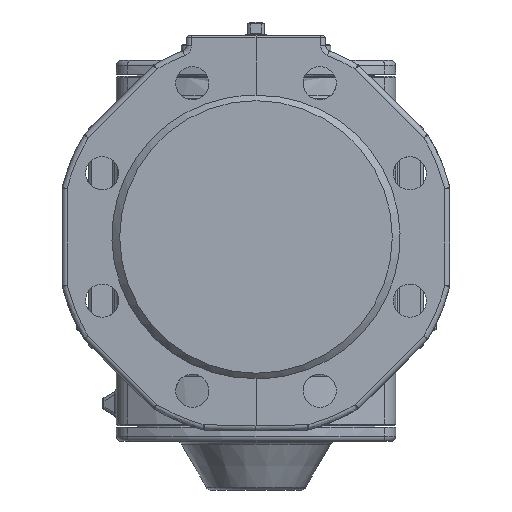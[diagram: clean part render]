
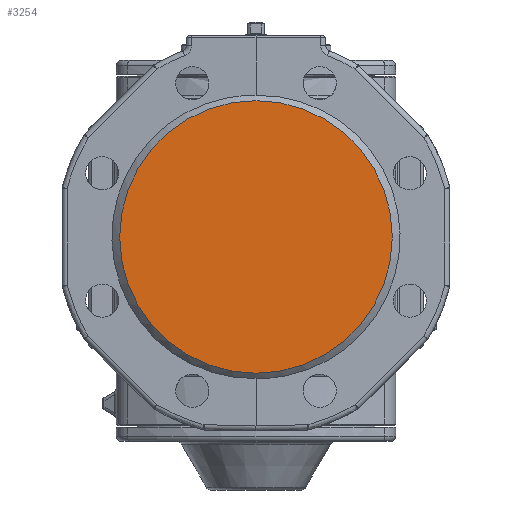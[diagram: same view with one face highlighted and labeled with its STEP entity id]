
A CAD part, left-side view. The second image highlights one B-rep face of the part: STEP entity #3254.
In plain terms, the highlighted planar face has unit normal (-1, 0, 0).
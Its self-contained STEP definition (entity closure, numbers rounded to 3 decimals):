
#1528=FACE_OUTER_BOUND('',#6080,.T.);
#3254=ADVANCED_FACE('',(#1528),#5006,.T.);
#5006=PLANE('',#28233);
#6080=EDGE_LOOP('',(#10971));
#8164=CIRCLE('',#28231,78.);
#10971=ORIENTED_EDGE('',*,*,#21500,.F.);
#18955=VERTEX_POINT('',#40928);
#21500=EDGE_CURVE('',#18955,#18955,#8164,.T.);
#28231=AXIS2_PLACEMENT_3D('',#40927,#32095,#32096);
#28233=AXIS2_PLACEMENT_3D('',#40930,#32099,#32100);
#32095=DIRECTION('',(1.,0.,0.));
#32096=DIRECTION('',(0.,0.,1.));
#32099=DIRECTION('',(-1.,0.,0.));
#32100=DIRECTION('',(0.,0.,1.));
#40927=CARTESIAN_POINT('',(-175.,0.,0.));
#40928=CARTESIAN_POINT('',(-175.,0.,78.));
#40930=CARTESIAN_POINT('',(-175.,0.,0.));
